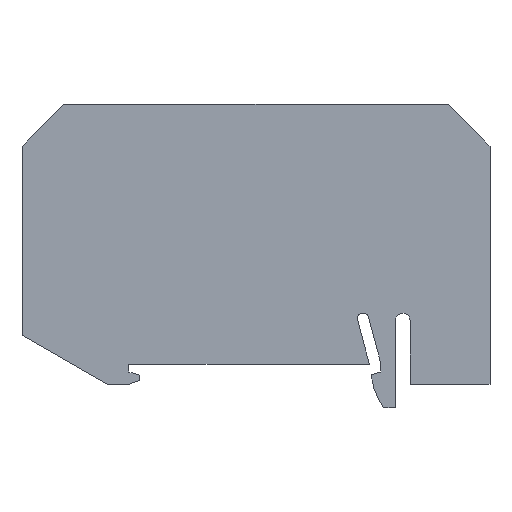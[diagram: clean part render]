
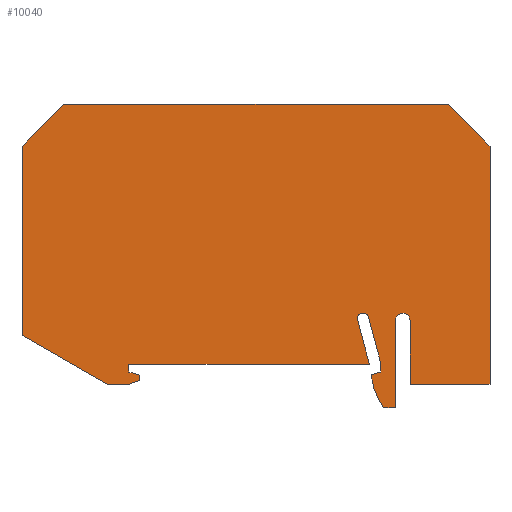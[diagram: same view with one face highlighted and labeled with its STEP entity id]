
A CAD part, left-side view. The second image highlights one B-rep face of the part: STEP entity #10040.
In plain terms, the highlighted face is planar.
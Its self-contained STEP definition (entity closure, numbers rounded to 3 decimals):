
#2330=CARTESIAN_POINT('',(17.654,-13.922,
11.25));
#2340=DIRECTION('',(0.,1.,0.));
#2350=VECTOR('',#2340,1.);
#2360=LINE('',#2330,#2350);
#2370=CARTESIAN_POINT('',(17.654,-36.128,
11.25));
#2380=VERTEX_POINT('',#2370);
#2390=CARTESIAN_POINT('',(17.654,-35.394,
11.25));
#2400=VERTEX_POINT('',#2390);
#2410=EDGE_CURVE('',#2380,#2400,#2360,.T.);
#2750=CARTESIAN_POINT('',(-15.546,-33.892,
11.25));
#2760=VERTEX_POINT('',#2750);
#2840=CARTESIAN_POINT('',(-13.829,-27.485,
11.25));
#2850=VERTEX_POINT('',#2840);
#2880=CARTESIAN_POINT('',(-15.546,-33.892,
11.25));
#2890=DIRECTION('',(0.259,0.966,0.));
#2900=VECTOR('',#2890,1.);
#2910=LINE('',#2880,#2900);
#2920=EDGE_CURVE('',#2760,#2850,#2910,.T.);
#3150=CARTESIAN_POINT('',(-12.849,-26.919,
11.25));
#3160=VERTEX_POINT('',#3150);
#3190=CARTESIAN_POINT('',(-13.056,-27.692,
11.25));
#3200=DIRECTION('',(0.,0.,1.));
#3210=DIRECTION('',(1.,0.,0.));
#3220=AXIS2_PLACEMENT_3D('',#3190,#3200,#3210);
#3230=CIRCLE('',#3220,0.8);
#3240=EDGE_CURVE('',#3160,#2850,#3230,.T.);
#3450=CARTESIAN_POINT('',(-14.246,-35.34,
11.25));
#3460=VERTEX_POINT('',#3450);
#3540=CARTESIAN_POINT('',(-15.546,-34.992,
11.25));
#3550=VERTEX_POINT('',#3540);
#3580=CARTESIAN_POINT('',(-15.546,-34.992,
11.25));
#3590=DIRECTION('',(0.966,-0.259,0.));
#3600=VECTOR('',#3590,1.);
#3610=LINE('',#3580,#3600);
#3620=EDGE_CURVE('',#3550,#3460,#3610,.T.);
#3850=CARTESIAN_POINT('',(-12.805,-26.931,
11.25));
#3860=VERTEX_POINT('',#3850);
#3890=CARTESIAN_POINT('',(-12.849,-26.919,
11.25));
#3900=DIRECTION('',(0.966,-0.259,0.));
#3910=VECTOR('',#3900,1.);
#3920=LINE('',#3890,#3910);
#3930=EDGE_CURVE('',#3160,#3860,#3920,.T.);
#4160=CARTESIAN_POINT('',(-12.31,-27.788,
11.25));
#4170=VERTEX_POINT('',#4160);
#4200=CARTESIAN_POINT('',(-12.987,-27.607,
11.25));
#4210=DIRECTION('',(0.,0.,1.));
#4220=DIRECTION('',(1.,0.,0.));
#4230=AXIS2_PLACEMENT_3D('',#4200,#4210,#4220);
#4240=CIRCLE('',#4230,0.7);
#4250=EDGE_CURVE('',#4170,#3860,#4240,.T.);
#4420=CARTESIAN_POINT('',(-8.595,-13.922,
11.25));
#4430=DIRECTION('',(-0.259,-0.966,0.));
#4440=VECTOR('',#4430,1.);
#4450=LINE('',#4420,#4440);
#4460=CARTESIAN_POINT('',(-13.946,-33.892,
11.25));
#4470=VERTEX_POINT('',#4460);
#4480=EDGE_CURVE('',#4170,#4470,#4450,.T.);
#4770=CARTESIAN_POINT('',(-14.246,-35.792,
11.25));
#4780=VERTEX_POINT('',#4770);
#4830=CARTESIAN_POINT('',(-14.246,-35.34,
11.25));
#4840=DIRECTION('',(0.,-1.,0.));
#4850=VECTOR('',#4840,1.);
#4860=LINE('',#4830,#4850);
#4870=EDGE_CURVE('',#3460,#4780,#4860,.T.);
#5080=CARTESIAN_POINT('',(-19.546,-27.892,
11.25));
#5090=VERTEX_POINT('',#5080);
#5170=CARTESIAN_POINT('',(-17.546,-27.892,
11.25));
#5180=VERTEX_POINT('',#5170);
#5210=CARTESIAN_POINT('',(-18.546,-27.892,
11.25));
#5220=DIRECTION('',(0.,0.,1.));
#5230=DIRECTION('',(1.,0.,0.));
#5240=AXIS2_PLACEMENT_3D('',#5210,#5220,#5230);
#5250=CIRCLE('',#5240,1.);
#5260=EDGE_CURVE('',#5180,#5090,#5250,.T.);
#5490=CARTESIAN_POINT('',(19.154,-33.892,
11.25));
#5500=VERTEX_POINT('',#5490);
#5530=CARTESIAN_POINT('',(-2.375,-33.892,
11.25));
#5540=DIRECTION('',(1.,0.,0.));
#5550=VECTOR('',#5540,1.);
#5560=LINE('',#5530,#5550);
#5570=EDGE_CURVE('',#4470,#5500,#5560,.T.);
#5800=CARTESIAN_POINT('',(19.154,-34.992,
11.25));
#5810=VERTEX_POINT('',#5800);
#5840=CARTESIAN_POINT('',(19.154,-33.892,
11.25));
#5850=DIRECTION('',(0.,-1.,0.));
#5860=VECTOR('',#5850,1.);
#5870=LINE('',#5840,#5860);
#5880=EDGE_CURVE('',#5500,#5810,#5870,.T.);
#6050=CARTESIAN_POINT('',(-2.375,-40.761,
11.25));
#6060=DIRECTION('',(-0.966,-0.259,0.));
#6070=VECTOR('',#6060,1.);
#6080=LINE('',#6050,#6070);
#6090=EDGE_CURVE('',#5810,#2400,#6080,.T.);
#6330=CARTESIAN_POINT('',(-15.905,-39.892,
11.25));
#6340=VERTEX_POINT('',#6330);
#6390=CARTESIAN_POINT('',(-23.64,-34.377,
11.25));
#6400=DIRECTION('',(0.,0.,1.));
#6410=DIRECTION('',(1.,0.,0.));
#6420=AXIS2_PLACEMENT_3D('',#6390,#6400,#6410);
#6430=CIRCLE('',#6420,9.5);
#6440=EDGE_CURVE('',#6340,#4780,#6430,.T.);
#6640=CARTESIAN_POINT('',(-15.546,-33.892,
11.25));
#6650=DIRECTION('',(0.,-1.,0.));
#6660=VECTOR('',#6650,1.);
#6670=LINE('',#6640,#6660);
#6680=EDGE_CURVE('',#2760,#3550,#6670,.T.);
#6910=CARTESIAN_POINT('',(19.205,-36.692,
11.25));
#6920=VERTEX_POINT('',#6910);
#6950=CARTESIAN_POINT('',(-2.375,-28.838,
11.25));
#6960=DIRECTION('',(0.94,-0.342,0.));
#6970=VECTOR('',#6960,1.);
#6980=LINE('',#6950,#6970);
#6990=EDGE_CURVE('',#2380,#6920,#6980,.T.);
#7160=CARTESIAN_POINT('',(-17.546,-13.922,
11.25));
#7170=DIRECTION('',(0.,-1.,0.));
#7180=VECTOR('',#7170,1.);
#7190=LINE('',#7160,#7180);
#7200=CARTESIAN_POINT('',(-17.546,-39.892,
11.25));
#7210=VERTEX_POINT('',#7200);
#7220=EDGE_CURVE('',#5180,#7210,#7190,.T.);
#7530=CARTESIAN_POINT('',(22.154,-36.692,
11.25));
#7540=VERTEX_POINT('',#7530);
#7570=CARTESIAN_POINT('',(-2.375,-36.692,
11.25));
#7580=DIRECTION('',(1.,0.,0.));
#7590=VECTOR('',#7580,1.);
#7600=LINE('',#7570,#7590);
#7610=EDGE_CURVE('',#6920,#7540,#7600,.T.);
#7820=CARTESIAN_POINT('',(-30.546,-36.692,
11.25));
#7830=VERTEX_POINT('',#7820);
#7910=CARTESIAN_POINT('',(-19.546,-36.692,
11.25));
#7920=VERTEX_POINT('',#7910);
#7950=CARTESIAN_POINT('',(-2.375,-36.692,
11.25));
#7960=DIRECTION('',(1.,0.,0.));
#7970=VECTOR('',#7960,1.);
#7980=LINE('',#7950,#7970);
#7990=EDGE_CURVE('',#7830,#7920,#7980,.T.);
#8220=CARTESIAN_POINT('',(33.854,-29.937,
11.25));
#8230=VERTEX_POINT('',#8220);
#8260=CARTESIAN_POINT('',(-2.375,-50.854,
11.25));
#8270=DIRECTION('',(0.866,0.5,0.));
#8280=VECTOR('',#8270,1.);
#8290=LINE('',#8260,#8280);
#8300=EDGE_CURVE('',#7540,#8230,#8290,.T.);
#8500=CARTESIAN_POINT('',(-2.375,-39.892,
11.25));
#8510=DIRECTION('',(1.,0.,0.));
#8520=VECTOR('',#8510,1.);
#8530=LINE('',#8500,#8520);
#8540=EDGE_CURVE('',#7210,#6340,#8530,.T.);
#8770=CARTESIAN_POINT('',(33.854,-3.892,
11.25));
#8780=VERTEX_POINT('',#8770);
#8810=CARTESIAN_POINT('',(33.854,-13.922,
11.25));
#8820=DIRECTION('',(0.,-1.,0.));
#8830=VECTOR('',#8820,1.);
#8840=LINE('',#8810,#8830);
#8850=EDGE_CURVE('',#8780,#8230,#8840,.T.);
#9050=CARTESIAN_POINT('',(-19.546,-13.922,
11.25));
#9060=DIRECTION('',(0.,-1.,0.));
#9070=VECTOR('',#9060,1.);
#9080=LINE('',#9050,#9070);
#9090=EDGE_CURVE('',#5090,#7920,#9080,.T.);
#9320=CARTESIAN_POINT('',(28.104,1.858,
11.25));
#9330=VERTEX_POINT('',#9320);
#9360=CARTESIAN_POINT('',(43.884,-13.922,
11.25));
#9370=DIRECTION('',(-0.707,0.707,0.));
#9380=VECTOR('',#9370,1.);
#9390=LINE('',#9360,#9380);
#9400=EDGE_CURVE('',#8780,#9330,#9390,.T.);
#9520=CARTESIAN_POINT('',(-2.375,-13.922,
11.25));
#9530=DIRECTION('',(0.,0.,1.));
#9540=DIRECTION('',(1.,0.,0.));
#9550=AXIS2_PLACEMENT_3D('',#9520,#9530,#9540);
#9560=PLANE('',#9550);
#9570=CARTESIAN_POINT('',(-40.576,-13.922,
11.25));
#9580=DIRECTION('',(-0.707,-0.707,0.));
#9590=VECTOR('',#9580,1.);
#9600=LINE('',#9570,#9590);
#9610=CARTESIAN_POINT('',(-24.796,1.858,
11.25));
#9620=VERTEX_POINT('',#9610);
#9630=CARTESIAN_POINT('',(-30.546,-3.892,
11.25));
#9640=VERTEX_POINT('',#9630);
#9650=EDGE_CURVE('',#9620,#9640,#9600,.T.);
#9660=ORIENTED_EDGE('',*,*,#9650,.F.);
#9670=CARTESIAN_POINT('',(-30.546,-13.922,
11.25));
#9680=DIRECTION('',(0.,-1.,0.));
#9690=VECTOR('',#9680,1.);
#9700=LINE('',#9670,#9690);
#9710=EDGE_CURVE('',#9640,#7830,#9700,.T.);
#9720=ORIENTED_EDGE('',*,*,#9710,.F.);
#9730=ORIENTED_EDGE('',*,*,#7990,.F.);
#9740=ORIENTED_EDGE('',*,*,#9090,.T.);
#9750=ORIENTED_EDGE('',*,*,#5260,.T.);
#9760=ORIENTED_EDGE('',*,*,#7220,.F.);
#9770=ORIENTED_EDGE('',*,*,#8540,.F.);
#9780=ORIENTED_EDGE('',*,*,#6440,.F.);
#9790=ORIENTED_EDGE('',*,*,#4870,.T.);
#9800=ORIENTED_EDGE('',*,*,#3620,.T.);
#9810=ORIENTED_EDGE('',*,*,#6680,.T.);
#9820=ORIENTED_EDGE('',*,*,#2920,.F.);
#9830=ORIENTED_EDGE('',*,*,#3240,.T.);
#9840=ORIENTED_EDGE('',*,*,#3930,.F.);
#9850=ORIENTED_EDGE('',*,*,#4250,.T.);
#9860=ORIENTED_EDGE('',*,*,#4480,.F.);
#9870=ORIENTED_EDGE('',*,*,#5570,.F.);
#9880=ORIENTED_EDGE('',*,*,#5880,.F.);
#9890=ORIENTED_EDGE('',*,*,#6090,.F.);
#9900=ORIENTED_EDGE('',*,*,#2410,.T.);
#9910=ORIENTED_EDGE('',*,*,#6990,.F.);
#9920=ORIENTED_EDGE('',*,*,#7610,.F.);
#9930=ORIENTED_EDGE('',*,*,#8300,.F.);
#9940=ORIENTED_EDGE('',*,*,#8850,.T.);
#9950=ORIENTED_EDGE('',*,*,#9400,.F.);
#9960=CARTESIAN_POINT('',(-2.375,1.858,
11.25));
#9970=DIRECTION('',(-1.,0.,0.));
#9980=VECTOR('',#9970,1.);
#9990=LINE('',#9960,#9980);
#10000=EDGE_CURVE('',#9330,#9620,#9990,.T.);
#10010=ORIENTED_EDGE('',*,*,#10000,.F.);
#10020=EDGE_LOOP('',(#10010,#9950,#9940,#9930,#9920,#9910,#9900,#9890,
#9880,#9870,#9860,#9850,#9840,#9830,#9820,#9810,#9800,#9790,#9780,#9770,
#9760,#9750,#9740,#9730,#9720,#9660));
#10030=FACE_OUTER_BOUND('',#10020,.T.);
#10040=ADVANCED_FACE('',(#10030),#9560,.F.);
